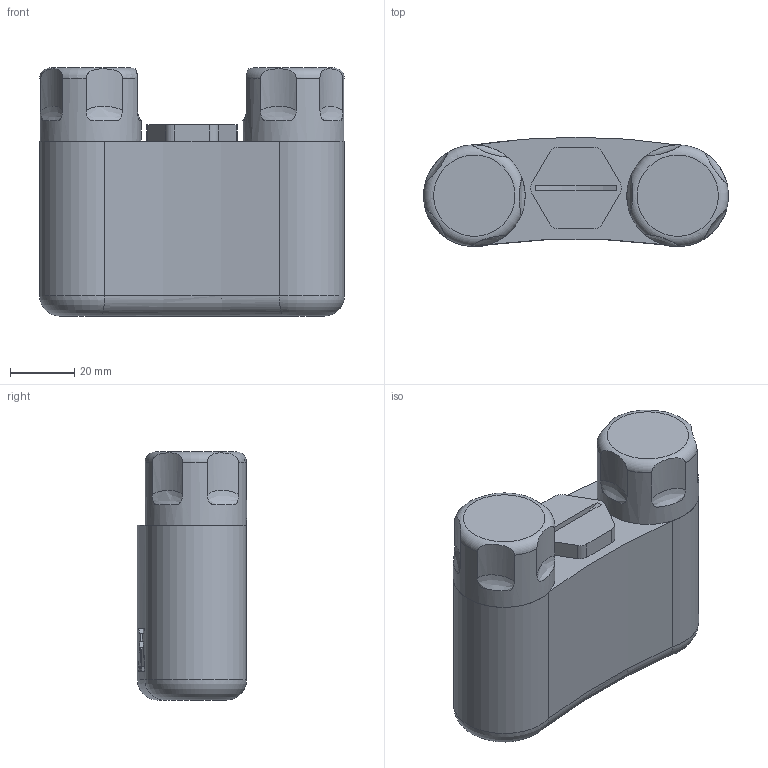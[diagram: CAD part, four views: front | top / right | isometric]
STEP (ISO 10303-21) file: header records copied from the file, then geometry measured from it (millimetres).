
FILE_DESCRIPTION(/* description */ (''),/* implementation_level */ '2;1');
FILE_NAME(/* name */ 'Mohawk Batt Small v13.step',/* time_stamp */ '2023-01-30T14:56:24-06:00',/* author */ (''),/* organization */ (''),/* preprocessor_version */ 'ST-DEVELOPER v19.2',/* originating_system */ 'Autodesk Translation Framework v11.17.0.187',/* authorisation */ '');
FILE_SCHEMA (('AUTOMOTIVE_DESIGN { 1 0 10303 214 3 1 1 }'));
Length unit declared in the file: inch
Products named in the file (1): Mohawk Batt Small
Bounding box: 95.24 x 34.15 x 77.47 mm (x, y, z)
Volume: 99926.6 mm3; surface area: 51069.7 mm2
Topology: 4 solids, 4 shells, 213 faces, 568 edges, 382 vertices
Faces by surface type: cylinder 113, plane 68, bspline 22, torus 8, cone 2
Full cylindrical faces by diameter (mm): 11.427 x5, 12.7 x5, 19.558 x2, 22.835 x10, 23.238 x10, 25.136 x10, 25.298 x4, 25.4 x10, 26.822 x2, 31.75 x2
Entity records: 15175 total; most frequent: CARTESIAN_POINT 10104, ORIENTED_EDGE 1136, DIRECTION 936, EDGE_CURVE 568, VERTEX_POINT 382, AXIS2_PLACEMENT_3D 382, EDGE_LOOP 232, FACE_OUTER_BOUND 213
